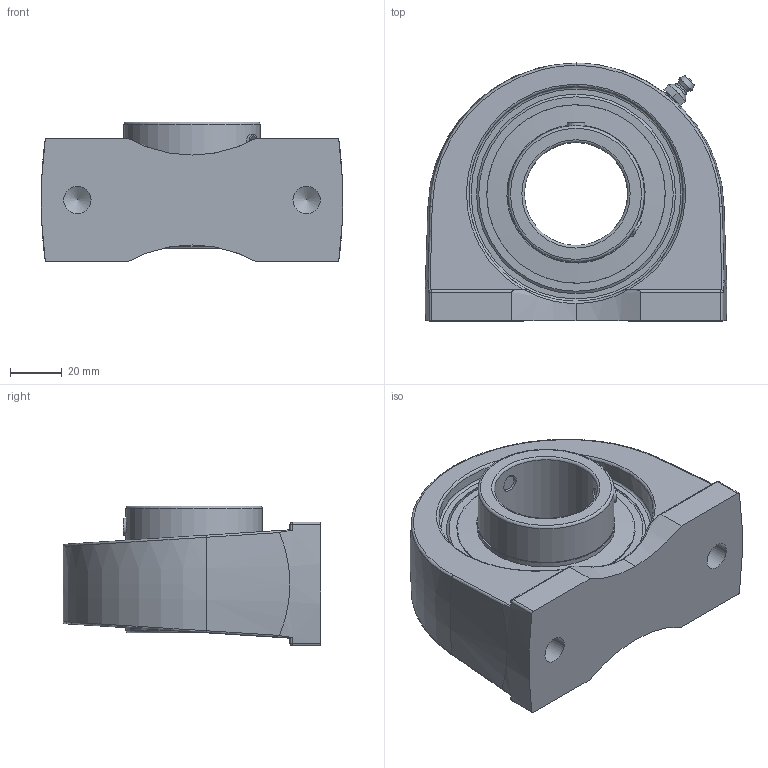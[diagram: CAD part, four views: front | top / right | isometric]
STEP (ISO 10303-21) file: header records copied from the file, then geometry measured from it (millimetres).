
FILE_DESCRIPTION(('HOOPS Exchange Step'),'2;1');
FILE_NAME('export-2470DF8E-8A99-4C16-A133-4088C9FC83AF.stp','2019-12-13T16:49:27+16:00',('ibuslach'),('Alibre'),'HOOPS Exchange 2019.2','Alibre','Unknown authorisation');
FILE_SCHEMA( ('AP242_MANAGED_MODEL_BASED_3D_ENGINEERING_MIM_LF {1 0 10303 442 1 1 4 }') );
Length unit declared in the file: centimetre
Products named in the file (7): MRN SPA 208; UCP ZERK 6mm; SUC 208 RACES; SUC 208 SHIELD; SUC 208 SS; MRN SUC 208; MRN SUCPA 208
Assembly tree (8 placements, depth 3):
  MRN SUCPA 208
    MRN SPA 208
    UCP ZERK 6mm
    MRN SUC 208
      SUC 208 RACES
      SUC 208 SHIELD  x2
      SUC 208 SS  x2
Bounding box: 117 x 100 x 54.2 mm (x, y, z)
Volume: 256970.8 mm3; surface area: 72767.2 mm2
Topology: 8 solids, 8 shells, 179 faces, 480 edges, 307 vertices
Faces by surface type: plane 55, cylinder 51, cone 22, torus 22, bspline 16, sphere 13
Full cylindrical faces by diameter (mm): 1.505 x2, 6 x2, 6.782 x4, 10.592 x2, 40 x1, 52.832 x4, 53.594 x2, 69.215 x4, 83.195 x2
Entity records: 11098 total; most frequent: CARTESIAN_POINT 6960, ORIENTED_EDGE 842, DIRECTION 839, EDGE_CURVE 421, AXIS2_PLACEMENT_3D 358, VERTEX_POINT 276, CIRCLE 185, EDGE_LOOP 183
